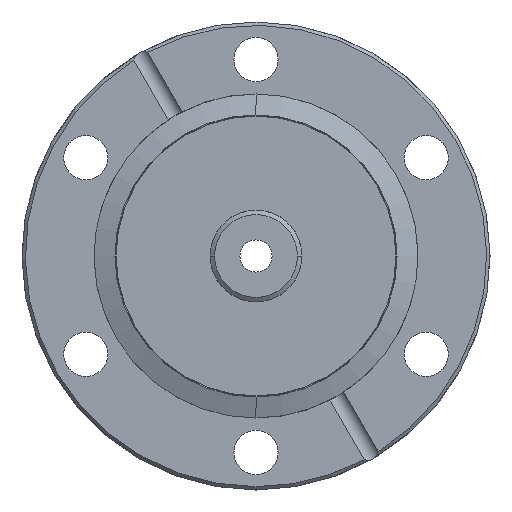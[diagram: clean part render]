
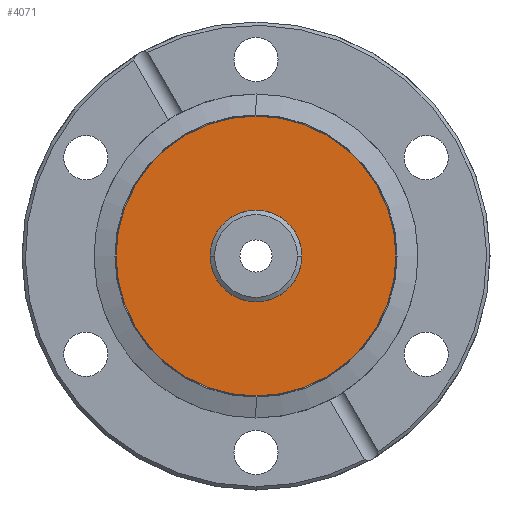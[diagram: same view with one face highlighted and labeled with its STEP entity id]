
A CAD part, left-side view. The second image highlights one B-rep face of the part: STEP entity #4071.
In plain terms, the highlighted planar face has unit normal (-1, 0, 0).
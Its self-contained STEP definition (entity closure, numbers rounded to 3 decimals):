
#28 = EDGE_CURVE ( 'NONE', #1815, #4664, #1586, .T. ) ;
#58 = DIRECTION ( 'NONE',  ( 0., 0., 1. ) ) ;
#82 = CARTESIAN_POINT ( 'NONE',  ( 1.2, 0., 0. ) ) ;
#85 = DIRECTION ( 'NONE',  ( -1., 0., 0. ) ) ;
#89 = EDGE_LOOP ( 'NONE', ( #4800, #4432 ) ) ;
#102 = CARTESIAN_POINT ( 'NONE',  ( 1.2, 0., 0. ) ) ;
#183 = FACE_BOUND ( 'NONE', #89, .T. ) ;
#526 = CARTESIAN_POINT ( 'NONE',  ( 1.2, 0., 0. ) ) ;
#534 = CARTESIAN_POINT ( 'NONE',  ( 1.2, 0., 20.898 ) ) ;
#634 = AXIS2_PLACEMENT_3D ( 'NONE', #82, #2630, #4997 ) ;
#752 = DIRECTION ( 'NONE',  ( 0., 0., 1. ) ) ;
#785 = EDGE_CURVE ( 'NONE', #3048, #1782, #2491, .T. ) ;
#907 = DIRECTION ( 'NONE',  ( 0., 0., 1. ) ) ;
#999 = DIRECTION ( 'NONE',  ( -1., 0., 0. ) ) ;
#1054 = CIRCLE ( 'NONE', #5044, 6.86 ) ;
#1450 = CARTESIAN_POINT ( 'NONE',  ( 1.2, 0., -20.898 ) ) ;
#1586 = CIRCLE ( 'NONE', #5046, 6.86 ) ;
#1693 = PLANE ( 'NONE',  #3124 ) ;
#1782 = VERTEX_POINT ( 'NONE', #1450 ) ;
#1815 = VERTEX_POINT ( 'NONE', #2180 ) ;
#2180 = CARTESIAN_POINT ( 'NONE',  ( 1.2, 0., 6.86 ) ) ;
#2324 = AXIS2_PLACEMENT_3D ( 'NONE', #102, #85, #58 ) ;
#2379 = ORIENTED_EDGE ( 'NONE', *, *, #2790, .T. ) ;
#2491 = CIRCLE ( 'NONE', #634, 20.898 ) ;
#2577 = ORIENTED_EDGE ( 'NONE', *, *, #785, .T. ) ;
#2619 = CARTESIAN_POINT ( 'NONE',  ( 1.2, 0., -6.86 ) ) ;
#2630 = DIRECTION ( 'NONE',  ( -1., 0., 0. ) ) ;
#2728 = CIRCLE ( 'NONE', #2324, 20.898 ) ;
#2790 = EDGE_CURVE ( 'NONE', #1782, #3048, #2728, .T. ) ;
#3048 = VERTEX_POINT ( 'NONE', #534 ) ;
#3124 = AXIS2_PLACEMENT_3D ( 'NONE', #526, #3312, #907 ) ;
#3164 = DIRECTION ( 'NONE',  ( 0., 0., 1. ) ) ;
#3185 = DIRECTION ( 'NONE',  ( -1., 0., 0. ) ) ;
#3199 = FACE_OUTER_BOUND ( 'NONE', #3739, .T. ) ;
#3233 = CARTESIAN_POINT ( 'NONE',  ( 1.2, 0., 0. ) ) ;
#3312 = DIRECTION ( 'NONE',  ( -1., 0., 0. ) ) ;
#3394 = EDGE_CURVE ( 'NONE', #4664, #1815, #1054, .T. ) ;
#3739 = EDGE_LOOP ( 'NONE', ( #2577, #2379 ) ) ;
#4071 = ADVANCED_FACE ( 'NONE', ( #183, #3199 ), #1693, .T. ) ;
#4432 = ORIENTED_EDGE ( 'NONE', *, *, #3394, .F. ) ;
#4513 = CARTESIAN_POINT ( 'NONE',  ( 1.2, 0., 0. ) ) ;
#4664 = VERTEX_POINT ( 'NONE', #2619 ) ;
#4800 = ORIENTED_EDGE ( 'NONE', *, *, #28, .F. ) ;
#4997 = DIRECTION ( 'NONE',  ( 0., 0., 1. ) ) ;
#5044 = AXIS2_PLACEMENT_3D ( 'NONE', #3233, #3185, #3164 ) ;
#5046 = AXIS2_PLACEMENT_3D ( 'NONE', #4513, #999, #752 ) ;
